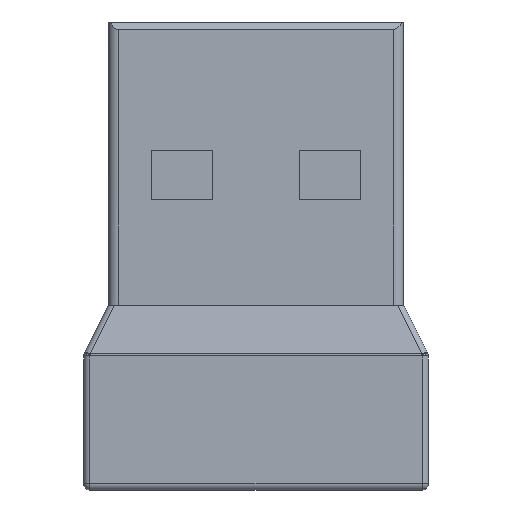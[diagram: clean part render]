
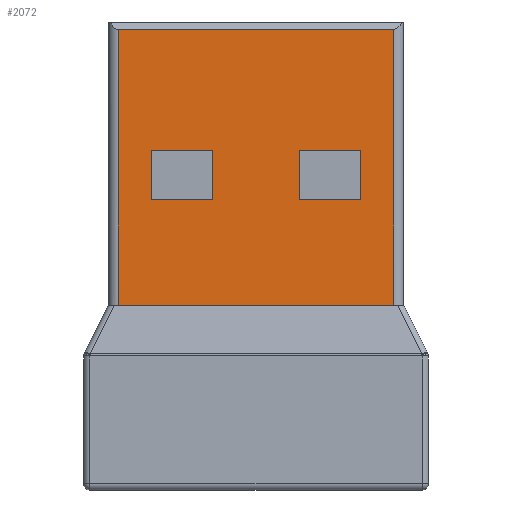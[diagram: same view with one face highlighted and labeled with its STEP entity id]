
A CAD part, front view. The second image highlights one B-rep face of the part: STEP entity #2072.
In plain terms, the highlighted planar face has unit normal (0, -1, 0).
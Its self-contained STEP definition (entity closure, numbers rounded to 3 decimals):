
#20=FACE_BOUND('',#803,.T.);
#21=FACE_BOUND('',#804,.T.);
#123=PLANE('',#2276);
#229=LINE('',#3168,#432);
#287=LINE('',#3329,#490);
#288=LINE('',#3335,#491);
#289=LINE('',#3336,#492);
#290=LINE('',#3339,#493);
#291=LINE('',#3341,#494);
#292=LINE('',#3343,#495);
#293=LINE('',#3344,#496);
#294=LINE('',#3347,#497);
#295=LINE('',#3349,#498);
#296=LINE('',#3351,#499);
#297=LINE('',#3352,#500);
#432=VECTOR('',#2588,10.);
#490=VECTOR('',#2730,1.);
#491=VECTOR('',#2737,1.);
#492=VECTOR('',#2738,1.);
#493=VECTOR('',#2739,1.);
#494=VECTOR('',#2740,1.);
#495=VECTOR('',#2741,1.);
#496=VECTOR('',#2742,1.);
#497=VECTOR('',#2743,1.);
#498=VECTOR('',#2744,1.);
#499=VECTOR('',#2745,1.);
#500=VECTOR('',#2746,1.);
#687=FACE_OUTER_BOUND('',#802,.T.);
#802=EDGE_LOOP('',(#1718,#1719,#1720,#1721));
#803=EDGE_LOOP('',(#1722,#1723,#1724,#1725));
#804=EDGE_LOOP('',(#1726,#1727,#1728,#1729));
#993=VERTEX_POINT('',#3165);
#994=VERTEX_POINT('',#3167);
#1055=VERTEX_POINT('',#3328);
#1057=VERTEX_POINT('',#3334);
#1058=VERTEX_POINT('',#3337);
#1059=VERTEX_POINT('',#3338);
#1060=VERTEX_POINT('',#3340);
#1061=VERTEX_POINT('',#3342);
#1062=VERTEX_POINT('',#3345);
#1063=VERTEX_POINT('',#3346);
#1064=VERTEX_POINT('',#3348);
#1065=VERTEX_POINT('',#3350);
#1221=EDGE_CURVE('',#994,#993,#229,.T.);
#1301=EDGE_CURVE('',#994,#1055,#287,.T.);
#1304=EDGE_CURVE('',#993,#1057,#288,.T.);
#1305=EDGE_CURVE('',#1057,#1055,#289,.T.);
#1306=EDGE_CURVE('',#1058,#1059,#290,.T.);
#1307=EDGE_CURVE('',#1059,#1060,#291,.T.);
#1308=EDGE_CURVE('',#1060,#1061,#292,.T.);
#1309=EDGE_CURVE('',#1061,#1058,#293,.T.);
#1310=EDGE_CURVE('',#1062,#1063,#294,.T.);
#1311=EDGE_CURVE('',#1063,#1064,#295,.T.);
#1312=EDGE_CURVE('',#1064,#1065,#296,.T.);
#1313=EDGE_CURVE('',#1065,#1062,#297,.T.);
#1718=ORIENTED_EDGE('',*,*,#1221,.T.);
#1719=ORIENTED_EDGE('',*,*,#1304,.T.);
#1720=ORIENTED_EDGE('',*,*,#1305,.T.);
#1721=ORIENTED_EDGE('',*,*,#1301,.F.);
#1722=ORIENTED_EDGE('',*,*,#1306,.T.);
#1723=ORIENTED_EDGE('',*,*,#1307,.T.);
#1724=ORIENTED_EDGE('',*,*,#1308,.T.);
#1725=ORIENTED_EDGE('',*,*,#1309,.T.);
#1726=ORIENTED_EDGE('',*,*,#1310,.T.);
#1727=ORIENTED_EDGE('',*,*,#1311,.T.);
#1728=ORIENTED_EDGE('',*,*,#1312,.T.);
#1729=ORIENTED_EDGE('',*,*,#1313,.T.);
#2072=ADVANCED_FACE('',(#687,#20,#21),#123,.T.);
#2276=AXIS2_PLACEMENT_3D('',#3333,#2735,#2736);
#2588=DIRECTION('',(1.,0.,0.));
#2730=DIRECTION('',(0.,0.,1.));
#2735=DIRECTION('center_axis',(0.,-1.,0.));
#2736=DIRECTION('ref_axis',(1.,0.,0.));
#2737=DIRECTION('',(0.,0.,1.));
#2738=DIRECTION('',(-1.,0.,0.));
#2739=DIRECTION('',(-1.,0.,0.));
#2740=DIRECTION('',(0.,0.,1.));
#2741=DIRECTION('',(1.,0.,0.));
#2742=DIRECTION('',(0.,0.,-1.));
#2743=DIRECTION('',(-1.,0.,0.));
#2744=DIRECTION('',(0.,0.,1.));
#2745=DIRECTION('',(1.,0.,0.));
#2746=DIRECTION('',(0.,0.,-1.));
#3165=CARTESIAN_POINT('',(5.597,0.,-11.5));
#3167=CARTESIAN_POINT('',(-5.597,0.,-11.5));
#3168=CARTESIAN_POINT('',(5.211,0.,-11.5));
#3328=CARTESIAN_POINT('',(-5.597,0.,-0.298));
#3329=CARTESIAN_POINT('',(-5.597,0.,-19.7));
#3333=CARTESIAN_POINT('Origin',(0.,0.,-19.7));
#3334=CARTESIAN_POINT('',(5.597,0.,-0.298));
#3335=CARTESIAN_POINT('',(5.597,0.,-19.7));
#3336=CARTESIAN_POINT('',(7.,0.,-0.298));
#3337=CARTESIAN_POINT('',(-1.75,0.,-7.2));
#3338=CARTESIAN_POINT('',(-4.25,0.,-7.2));
#3339=CARTESIAN_POINT('',(-1.5,0.,-7.2));
#3340=CARTESIAN_POINT('',(-4.25,0.,-5.2));
#3341=CARTESIAN_POINT('',(-4.25,0.,-12.95));
#3342=CARTESIAN_POINT('',(-1.75,0.,-5.2));
#3343=CARTESIAN_POINT('',(-1.5,0.,-5.2));
#3344=CARTESIAN_POINT('',(-1.75,0.,-12.95));
#3345=CARTESIAN_POINT('',(4.25,0.,-7.2));
#3346=CARTESIAN_POINT('',(1.75,0.,-7.2));
#3347=CARTESIAN_POINT('',(1.5,0.,-7.2));
#3348=CARTESIAN_POINT('',(1.75,0.,-5.2));
#3349=CARTESIAN_POINT('',(1.75,0.,-12.95));
#3350=CARTESIAN_POINT('',(4.25,0.,-5.2));
#3351=CARTESIAN_POINT('',(1.5,0.,-5.2));
#3352=CARTESIAN_POINT('',(4.25,0.,-12.95));
